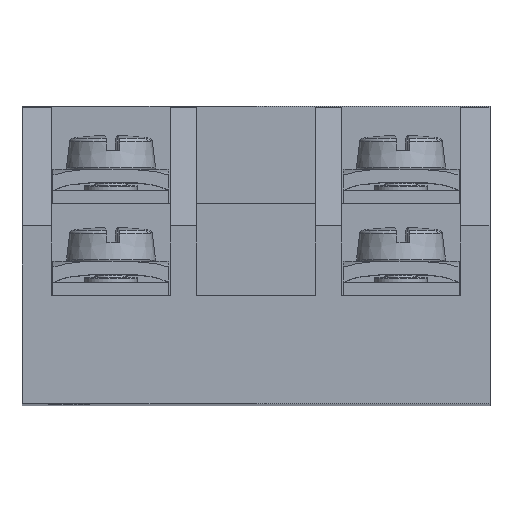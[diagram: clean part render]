
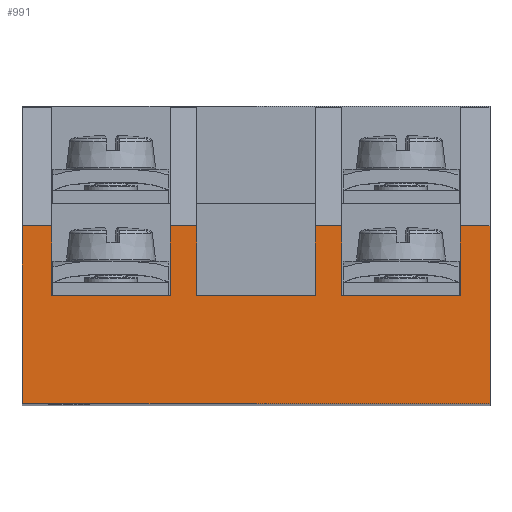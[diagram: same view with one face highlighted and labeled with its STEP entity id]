
A CAD part, top view. The second image highlights one B-rep face of the part: STEP entity #991.
In plain terms, the highlighted planar face has unit normal (0, 0, 1).
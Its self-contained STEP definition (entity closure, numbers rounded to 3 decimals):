
#392 = VERTEX_POINT ( 'NONE', #5578 ) ;
#394 = VERTEX_POINT ( 'NONE', #5580 ) ;
#396 = VERTEX_POINT ( 'NONE', #5582 ) ;
#398 = VERTEX_POINT ( 'NONE', #5584 ) ;
#399 = VERTEX_POINT ( 'NONE', #5585 ) ;
#400 = VERTEX_POINT ( 'NONE', #5586 ) ;
#402 = VERTEX_POINT ( 'NONE', #5588 ) ;
#404 = VERTEX_POINT ( 'NONE', #5590 ) ;
#409 = VERTEX_POINT ( 'NONE', #5595 ) ;
#416 = VERTEX_POINT ( 'NONE', #5602 ) ;
#417 = VERTEX_POINT ( 'NONE', #5603 ) ;
#418 = VERTEX_POINT ( 'NONE', #5604 ) ;
#420 = VERTEX_POINT ( 'NONE', #5606 ) ;
#421 = VERTEX_POINT ( 'NONE', #5607 ) ;
#422 = VERTEX_POINT ( 'NONE', #5608 ) ;
#439 = VERTEX_POINT ( 'NONE', #5625 ) ;
#991 = ADVANCED_FACE ( 'NONE', ( #6617 ), #6147, .F. ) ;
#1806 = EDGE_LOOP ( 'NONE', ( #2677, #2678, #2679, #2680, #2681, #2682, #2683, #2684, #2685, #2686, #2687, #2688, #2689, #2690, #2691, #2692 ) ) ;
#2677 = ORIENTED_EDGE ( 'NONE', *, *, #2798, .F. ) ;
#2678 = ORIENTED_EDGE ( 'NONE', *, *, #2799, .T. ) ;
#2679 = ORIENTED_EDGE ( 'NONE', *, *, #2777, .T. ) ;
#2680 = ORIENTED_EDGE ( 'NONE', *, *, #2800, .T. ) ;
#2681 = ORIENTED_EDGE ( 'NONE', *, *, #2801, .F. ) ;
#2682 = ORIENTED_EDGE ( 'NONE', *, *, #2802, .F. ) ;
#2683 = ORIENTED_EDGE ( 'NONE', *, *, #2796, .T. ) ;
#2684 = ORIENTED_EDGE ( 'NONE', *, *, #2803, .F. ) ;
#2685 = ORIENTED_EDGE ( 'NONE', *, *, #2804, .F. ) ;
#2686 = ORIENTED_EDGE ( 'NONE', *, *, #2805, .T. ) ;
#2687 = ORIENTED_EDGE ( 'NONE', *, *, #2784, .T. ) ;
#2688 = ORIENTED_EDGE ( 'NONE', *, *, #2806, .F. ) ;
#2689 = ORIENTED_EDGE ( 'NONE', *, *, #2807, .F. ) ;
#2690 = ORIENTED_EDGE ( 'NONE', *, *, #2808, .T. ) ;
#2691 = ORIENTED_EDGE ( 'NONE', *, *, #2781, .T. ) ;
#2692 = ORIENTED_EDGE ( 'NONE', *, *, #2809, .F. ) ;
#2777 = EDGE_CURVE ( 'NONE', #416, #409, #9426, .T. ) ;
#2781 = EDGE_CURVE ( 'NONE', #417, #418, #9443, .T. ) ;
#2784 = EDGE_CURVE ( 'NONE', #420, #439, #9449, .T. ) ;
#2796 = EDGE_CURVE ( 'NONE', #396, #421, #9473, .T. ) ;
#2798 = EDGE_CURVE ( 'NONE', #422, #392, #9477, .T. ) ;
#2799 = EDGE_CURVE ( 'NONE', #422, #416, #9467, .T. ) ;
#2800 = EDGE_CURVE ( 'NONE', #409, #398, #9481, .T. ) ;
#2801 = EDGE_CURVE ( 'NONE', #400, #398, #9483, .T. ) ;
#2802 = EDGE_CURVE ( 'NONE', #396, #400, #9479, .T. ) ;
#2803 = EDGE_CURVE ( 'NONE', #399, #421, #9487, .T. ) ;
#2804 = EDGE_CURVE ( 'NONE', #402, #399, #9485, .T. ) ;
#2805 = EDGE_CURVE ( 'NONE', #402, #420, #9489, .T. ) ;
#2806 = EDGE_CURVE ( 'NONE', #394, #439, #9493, .T. ) ;
#2807 = EDGE_CURVE ( 'NONE', #404, #394, #9491, .T. ) ;
#2808 = EDGE_CURVE ( 'NONE', #404, #417, #9495, .T. ) ;
#2809 = EDGE_CURVE ( 'NONE', #392, #418, #9499, .T. ) ;
#5330 = AXIS2_PLACEMENT_3D ( 'NONE', #6148, #6153, #6154 ) ;
#5578 = CARTESIAN_POINT ( 'NONE',  ( -6.5, -1.511, 41.4 ) ) ;
#5580 = CARTESIAN_POINT ( 'NONE',  ( 4.5, -1.511, 41.4 ) ) ;
#5582 = CARTESIAN_POINT ( 'NONE',  ( 17.75, 3.789, 41.4 ) ) ;
#5584 = CARTESIAN_POINT ( 'NONE',  ( -17.75, -9.711, 41.4 ) ) ;
#5585 = CARTESIAN_POINT ( 'NONE',  ( 15.5, -1.511, 41.4 ) ) ;
#5586 = CARTESIAN_POINT ( 'NONE',  ( 17.75, -9.711, 41.4 ) ) ;
#5588 = CARTESIAN_POINT ( 'NONE',  ( 6.5, -1.511, 41.4 ) ) ;
#5590 = CARTESIAN_POINT ( 'NONE',  ( -4.5, -1.511, 41.4 ) ) ;
#5595 = CARTESIAN_POINT ( 'NONE',  ( -17.75, 3.789, 41.4 ) ) ;
#5602 = CARTESIAN_POINT ( 'NONE',  ( -15.5, 3.789, 41.4 ) ) ;
#5603 = CARTESIAN_POINT ( 'NONE',  ( -4.5, 3.789, 41.4 ) ) ;
#5604 = CARTESIAN_POINT ( 'NONE',  ( -6.5, 3.789, 41.4 ) ) ;
#5606 = CARTESIAN_POINT ( 'NONE',  ( 6.5, 3.789, 41.4 ) ) ;
#5607 = CARTESIAN_POINT ( 'NONE',  ( 15.5, 3.789, 41.4 ) ) ;
#5608 = CARTESIAN_POINT ( 'NONE',  ( -15.5, -1.511, 41.4 ) ) ;
#5625 = CARTESIAN_POINT ( 'NONE',  ( 4.5, 3.789, 41.4 ) ) ;
#6147 = PLANE ( 'NONE',  #5330 ) ;
#6148 = CARTESIAN_POINT ( 'NONE',  ( 17.75, 3.789, 41.4 ) ) ;
#6153 = DIRECTION ( 'NONE',  ( 0., 0., -1. ) ) ;
#6154 = DIRECTION ( 'NONE',  ( -1., 0., 0. ) ) ;
#6617 = FACE_OUTER_BOUND ( 'NONE', #1806, .T. ) ;
#9426 = LINE ( 'NONE', #9780, #9438 ) ;
#9438 = VECTOR ( 'NONE', #9774, 1000. ) ;
#9443 = LINE ( 'NONE', #9790, #9446 ) ;
#9446 = VECTOR ( 'NONE', #9791, 1000. ) ;
#9449 = LINE ( 'NONE', #9796, #9452 ) ;
#9452 = VECTOR ( 'NONE', #9797, 1000. ) ;
#9467 = LINE ( 'NONE', #9807, #9482 ) ;
#9473 = LINE ( 'NONE', #9820, #9476 ) ;
#9476 = VECTOR ( 'NONE', #9821, 1000. ) ;
#9477 = LINE ( 'NONE', #9824, #9480 ) ;
#9479 = LINE ( 'NONE', #9813, #9488 ) ;
#9480 = VECTOR ( 'NONE', #9826, 1000. ) ;
#9481 = LINE ( 'NONE', #9828, #9484 ) ;
#9482 = VECTOR ( 'NONE', #9827, 1000. ) ;
#9483 = LINE ( 'NONE', #9830, #9486 ) ;
#9484 = VECTOR ( 'NONE', #9829, 1000. ) ;
#9485 = LINE ( 'NONE', #9825, #9492 ) ;
#9486 = VECTOR ( 'NONE', #9832, 1000. ) ;
#9487 = LINE ( 'NONE', #9834, #9490 ) ;
#9488 = VECTOR ( 'NONE', #9833, 1000. ) ;
#9489 = LINE ( 'NONE', #9831, #9494 ) ;
#9490 = VECTOR ( 'NONE', #9836, 1000. ) ;
#9491 = LINE ( 'NONE', #9835, #9498 ) ;
#9492 = VECTOR ( 'NONE', #9837, 1000. ) ;
#9493 = LINE ( 'NONE', #9840, #9496 ) ;
#9494 = VECTOR ( 'NONE', #9839, 1000. ) ;
#9495 = LINE ( 'NONE', #9838, #9500 ) ;
#9496 = VECTOR ( 'NONE', #9842, 1000. ) ;
#9498 = VECTOR ( 'NONE', #9843, 1000. ) ;
#9499 = LINE ( 'NONE', #9846, #9502 ) ;
#9500 = VECTOR ( 'NONE', #9845, 1000. ) ;
#9502 = VECTOR ( 'NONE', #9848, 1000. ) ;
#9774 = DIRECTION ( 'NONE',  ( -1., 0., 0. ) ) ;
#9780 = CARTESIAN_POINT ( 'NONE',  ( 17.75, 3.789, 41.4 ) ) ;
#9790 = CARTESIAN_POINT ( 'NONE',  ( 17.75, 3.789, 41.4 ) ) ;
#9791 = DIRECTION ( 'NONE',  ( -1., 0., 0. ) ) ;
#9796 = CARTESIAN_POINT ( 'NONE',  ( 17.75, 3.789, 41.4 ) ) ;
#9797 = DIRECTION ( 'NONE',  ( -1., 0., 0. ) ) ;
#9807 = CARTESIAN_POINT ( 'NONE',  ( -15.5, -1.511, 41.4 ) ) ;
#9813 = CARTESIAN_POINT ( 'NONE',  ( 17.75, 3.789, 41.4 ) ) ;
#9820 = CARTESIAN_POINT ( 'NONE',  ( 17.75, 3.789, 41.4 ) ) ;
#9821 = DIRECTION ( 'NONE',  ( -1., 0., 0. ) ) ;
#9824 = CARTESIAN_POINT ( 'NONE',  ( -15.5, -1.511, 41.4 ) ) ;
#9825 = CARTESIAN_POINT ( 'NONE',  ( 6.5, -1.511, 41.4 ) ) ;
#9826 = DIRECTION ( 'NONE',  ( 1., 0., 0. ) ) ;
#9827 = DIRECTION ( 'NONE',  ( 0., 1., 0. ) ) ;
#9828 = CARTESIAN_POINT ( 'NONE',  ( -17.75, 3.789, 41.4 ) ) ;
#9829 = DIRECTION ( 'NONE',  ( 0., -1., 0. ) ) ;
#9830 = CARTESIAN_POINT ( 'NONE',  ( 17.75, -9.711, 41.4 ) ) ;
#9831 = CARTESIAN_POINT ( 'NONE',  ( 6.5, -1.511, 41.4 ) ) ;
#9832 = DIRECTION ( 'NONE',  ( -1., 0., 0. ) ) ;
#9833 = DIRECTION ( 'NONE',  ( 0., -1., 0. ) ) ;
#9834 = CARTESIAN_POINT ( 'NONE',  ( 15.5, -1.511, 41.4 ) ) ;
#9835 = CARTESIAN_POINT ( 'NONE',  ( -4.5, -1.511, 41.4 ) ) ;
#9836 = DIRECTION ( 'NONE',  ( 0., 1., 0. ) ) ;
#9837 = DIRECTION ( 'NONE',  ( 1., 0., 0. ) ) ;
#9838 = CARTESIAN_POINT ( 'NONE',  ( -4.5, -1.511, 41.4 ) ) ;
#9839 = DIRECTION ( 'NONE',  ( 0., 1., 0. ) ) ;
#9840 = CARTESIAN_POINT ( 'NONE',  ( 4.5, -1.511, 41.4 ) ) ;
#9842 = DIRECTION ( 'NONE',  ( 0., 1., 0. ) ) ;
#9843 = DIRECTION ( 'NONE',  ( 1., 0., 0. ) ) ;
#9845 = DIRECTION ( 'NONE',  ( 0., 1., 0. ) ) ;
#9846 = CARTESIAN_POINT ( 'NONE',  ( -6.5, -1.511, 41.4 ) ) ;
#9848 = DIRECTION ( 'NONE',  ( 0., 1., 0. ) ) ;
